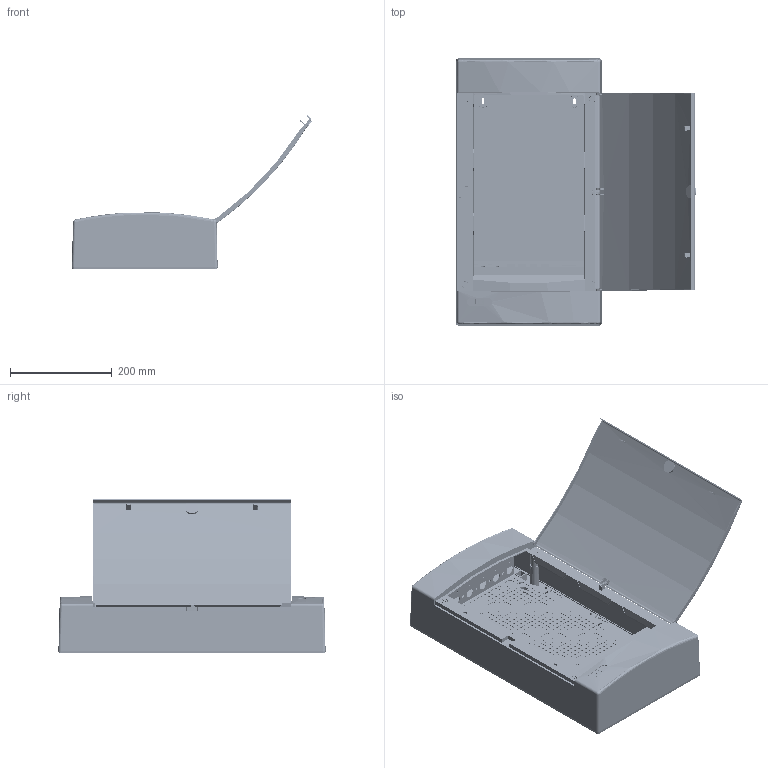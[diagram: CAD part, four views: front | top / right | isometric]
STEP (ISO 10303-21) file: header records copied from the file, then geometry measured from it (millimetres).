
FILE_DESCRIPTION(/* description */ ('Unknown'),/* implementation_level */ '2;1');
FILE_NAME(/* name */ 'ECT_36_PO_Media',/* time_stamp */ '2020-05-22T12:46:23+02:00',/* author */ ('Unknown'),/* organization */ ('Unknown'),/* preprocessor_version */ 'ST-DEVELOPER v16.7',/* originating_system */ 'DEX',/* authorisation */ $);
FILE_SCHEMA (('AUTOMOTIVE_DESIGN {1 0 10303 214 3 1 1}'));
Length unit declared in the file: millimetre
Products named in the file (8): ECT_36_PO_Media; Door_ECT_36; Front_ECT_36; Bottom_ECT_36; ETI LOGO; Screw_M4x8; Pin; Plyta PM3x12RJ
Assembly tree (15 placements, depth 2):
  ECT_36_PO_Media
    Door_ECT_36
    Front_ECT_36
    Bottom_ECT_36
    ETI LOGO
    Screw_M4x8  x6
    Pin  x4
    Plyta PM3x12RJ
Bounding box: 472.66 x 525.6 x 302.34 mm (x, y, z)
Volume: 1526322.4 mm3; surface area: 1288032.5 mm2
Topology: 17 solids, 17 shells, 2072 faces, 5841 edges, 3886 vertices
Faces by surface type: plane 1032, cylinder 844, cone 166, torus 12, sphere 10, bspline 8
Full cylindrical faces by diameter (mm): 4 x581, 5 x42, 8 x6, 9.5 x4, 12.2 x4, 18 x17
Entity records: 59658 total; most frequent: CARTESIAN_POINT 10985, DIRECTION 9791, ORIENTED_EDGE 8836, EDGE_CURVE 4418, FACE_BOUND 4013, EDGE_LOOP 4012, AXIS2_PLACEMENT_3D 3754, VERTEX_POINT 3383
